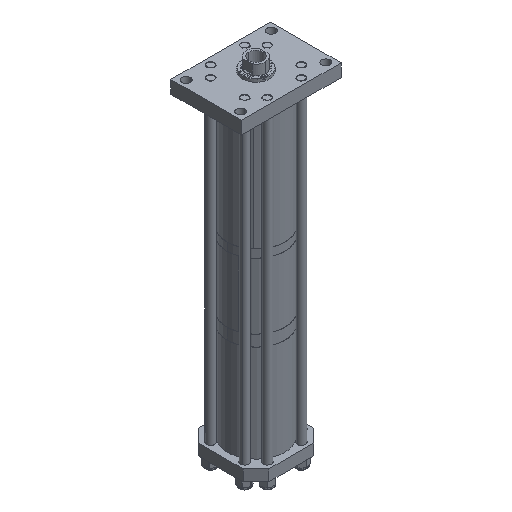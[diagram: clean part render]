
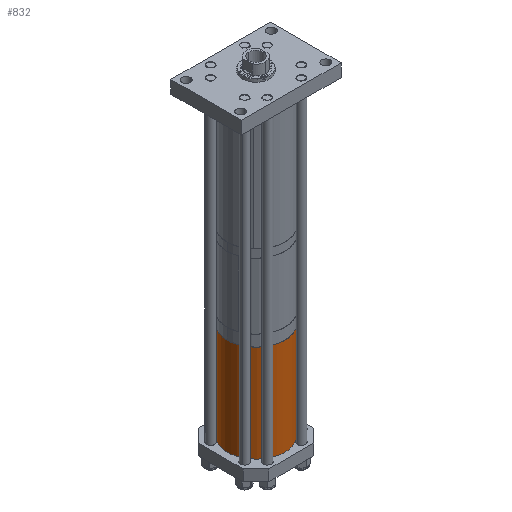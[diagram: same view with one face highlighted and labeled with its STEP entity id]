
A CAD part, isometric view. The second image highlights one B-rep face of the part: STEP entity #832.
In plain terms, the highlighted cylindrical face has radius 114.3 mm (diameter 228.6 mm), a partial arc.
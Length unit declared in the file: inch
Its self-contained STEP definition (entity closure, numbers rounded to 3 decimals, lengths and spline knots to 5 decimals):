
#406 = EDGE_LOOP ( 'NONE', ( #5782, #1829, #4481, #3559 ) ) ;
#832 = ADVANCED_FACE ( 'NONE', ( #4848 ), #7402, .T. ) ;
#952 = AXIS2_PLACEMENT_3D ( 'NONE', #1689, #8089, #5422 ) ;
#1506 = EDGE_CURVE ( 'NONE', #5708, #3396, #11783, .T. ) ;
#1689 = CARTESIAN_POINT ( 'NONE',  ( 0., 0., 15.102 ) ) ;
#1829 = ORIENTED_EDGE ( 'NONE', *, *, #11549, .F. ) ;
#2404 = VECTOR ( 'NONE', #4592, 39.37008 ) ;
#3396 = VERTEX_POINT ( 'NONE', #9516 ) ;
#3559 = ORIENTED_EDGE ( 'NONE', *, *, #1506, .T. ) ;
#3567 = CARTESIAN_POINT ( 'NONE',  ( -4.5, 0., 15.102 ) ) ;
#4481 = ORIENTED_EDGE ( 'NONE', *, *, #8071, .T. ) ;
#4511 = VERTEX_POINT ( 'NONE', #8119 ) ;
#4592 = DIRECTION ( 'NONE',  ( 0., 0., -1. ) ) ;
#4815 = CIRCLE ( 'NONE', #952, 4.5 ) ;
#4848 = FACE_OUTER_BOUND ( 'NONE', #406, .T. ) ;
#4862 = DIRECTION ( 'NONE',  ( 0., 0., -1. ) ) ;
#4951 = CARTESIAN_POINT ( 'NONE',  ( -4.5, 0., 15.102 ) ) ;
#5422 = DIRECTION ( 'NONE',  ( 1., 0., 0. ) ) ;
#5424 = LINE ( 'NONE', #10930, #2404 ) ;
#5708 = VERTEX_POINT ( 'NONE', #9000 ) ;
#5782 = ORIENTED_EDGE ( 'NONE', *, *, #8511, .F. ) ;
#7072 = DIRECTION ( 'NONE',  ( 1., 0., 0. ) ) ;
#7402 = CYLINDRICAL_SURFACE ( 'NONE', #9162, 4.5 ) ;
#8071 = EDGE_CURVE ( 'NONE', #11769, #5708, #9706, .T. ) ;
#8089 = DIRECTION ( 'NONE',  ( 0., 0., 1. ) ) ;
#8119 = CARTESIAN_POINT ( 'NONE',  ( 4.5, 0., 15.102 ) ) ;
#8263 = AXIS2_PLACEMENT_3D ( 'NONE', #10591, #9704, #7072 ) ;
#8511 = EDGE_CURVE ( 'NONE', #4511, #3396, #5424, .T. ) ;
#9000 = CARTESIAN_POINT ( 'NONE',  ( -4.5, 0., 0. ) ) ;
#9162 = AXIS2_PLACEMENT_3D ( 'NONE', #10339, #4862, #11572 ) ;
#9516 = CARTESIAN_POINT ( 'NONE',  ( 4.5, 0., 0. ) ) ;
#9704 = DIRECTION ( 'NONE',  ( 0., 0., 1. ) ) ;
#9706 = LINE ( 'NONE', #3567, #11256 ) ;
#10339 = CARTESIAN_POINT ( 'NONE',  ( 0., 0., 15.102 ) ) ;
#10591 = CARTESIAN_POINT ( 'NONE',  ( 0., 0., 0. ) ) ;
#10930 = CARTESIAN_POINT ( 'NONE',  ( 4.5, 0., 15.102 ) ) ;
#11256 = VECTOR ( 'NONE', #11813, 39.37008 ) ;
#11549 = EDGE_CURVE ( 'NONE', #11769, #4511, #4815, .T. ) ;
#11572 = DIRECTION ( 'NONE',  ( -1., 0., 0. ) ) ;
#11769 = VERTEX_POINT ( 'NONE', #4951 ) ;
#11783 = CIRCLE ( 'NONE', #8263, 4.5 ) ;
#11813 = DIRECTION ( 'NONE',  ( 0., 0., -1. ) ) ;
